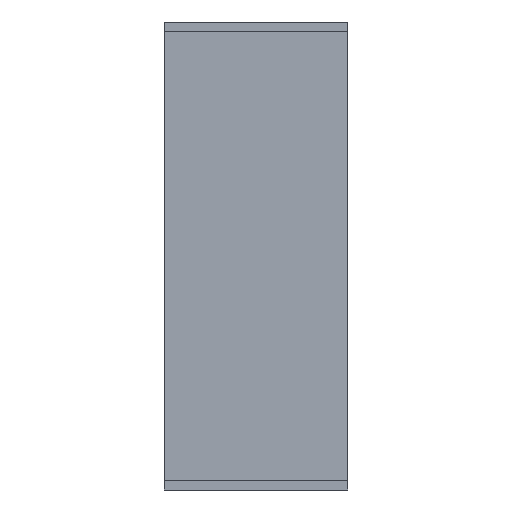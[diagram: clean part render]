
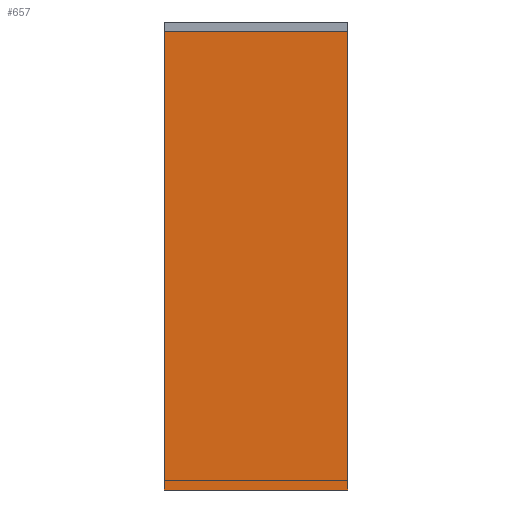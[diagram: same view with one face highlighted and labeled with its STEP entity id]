
A CAD part, left-side view. The second image highlights one B-rep face of the part: STEP entity #657.
In plain terms, the highlighted planar face has unit normal (-1, 0, 0).
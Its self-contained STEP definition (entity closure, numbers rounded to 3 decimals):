
#24=FACE_OUTER_BOUND('',#56,.T.);
#56=EDGE_LOOP('',(#414,#415,#416,#417,#418,#419,#420,#421));
#92=LINE('',#912,#178);
#93=LINE('',#914,#179);
#94=LINE('',#916,#180);
#95=LINE('',#918,#181);
#96=LINE('',#920,#182);
#97=LINE('',#922,#183);
#98=LINE('',#924,#184);
#99=LINE('',#925,#185);
#178=VECTOR('',#752,10.);
#179=VECTOR('',#753,1.44);
#180=VECTOR('',#754,10.);
#181=VECTOR('',#755,10.);
#182=VECTOR('',#756,10.);
#183=VECTOR('',#757,10.);
#184=VECTOR('',#758,10.);
#185=VECTOR('',#759,10.);
#264=VERTEX_POINT('',#910);
#265=VERTEX_POINT('',#911);
#266=VERTEX_POINT('',#913);
#267=VERTEX_POINT('',#915);
#268=VERTEX_POINT('',#917);
#269=VERTEX_POINT('',#919);
#270=VERTEX_POINT('',#921);
#271=VERTEX_POINT('',#923);
#324=EDGE_CURVE('',#264,#265,#92,.T.);
#325=EDGE_CURVE('',#266,#264,#93,.T.);
#326=EDGE_CURVE('',#266,#267,#94,.T.);
#327=EDGE_CURVE('',#267,#268,#95,.T.);
#328=EDGE_CURVE('',#269,#268,#96,.T.);
#329=EDGE_CURVE('',#270,#269,#97,.T.);
#330=EDGE_CURVE('',#271,#270,#98,.T.);
#331=EDGE_CURVE('',#265,#271,#99,.T.);
#414=ORIENTED_EDGE('',*,*,#324,.F.);
#415=ORIENTED_EDGE('',*,*,#325,.F.);
#416=ORIENTED_EDGE('',*,*,#326,.T.);
#417=ORIENTED_EDGE('',*,*,#327,.T.);
#418=ORIENTED_EDGE('',*,*,#328,.F.);
#419=ORIENTED_EDGE('',*,*,#329,.F.);
#420=ORIENTED_EDGE('',*,*,#330,.F.);
#421=ORIENTED_EDGE('',*,*,#331,.F.);
#594=PLANE('',#712);
#657=ADVANCED_FACE('',(#24),#594,.F.);
#712=AXIS2_PLACEMENT_3D('',#909,#750,#751);
#750=DIRECTION('center_axis',(1.,0.,0.));
#751=DIRECTION('ref_axis',(0.,0.,-1.));
#752=DIRECTION('',(0.,0.,-1.));
#753=DIRECTION('',(0.,0.,-1.));
#754=DIRECTION('',(0.,0.,1.));
#755=DIRECTION('',(0.,1.,0.));
#756=DIRECTION('',(0.,0.,1.));
#757=DIRECTION('',(0.,0.,1.));
#758=DIRECTION('',(0.,0.,1.));
#759=DIRECTION('',(0.,1.,0.));
#909=CARTESIAN_POINT('Origin',(-1.,10.,25.369));
#910=CARTESIAN_POINT('',(-1.,0.,2.));
#911=CARTESIAN_POINT('',(-1.,0.,0.));
#912=CARTESIAN_POINT('',(-1.,0.,38.185));
#913=CARTESIAN_POINT('',(-1.,0.,49.));
#914=CARTESIAN_POINT('',(-1.,0.,-2.524));
#915=CARTESIAN_POINT('',(-1.,0.,50.));
#916=CARTESIAN_POINT('',(-1.,0.,38.185));
#917=CARTESIAN_POINT('',(-1.,20.,50.));
#918=CARTESIAN_POINT('',(-1.,10.,50.));
#919=CARTESIAN_POINT('',(-1.,20.,49.));
#920=CARTESIAN_POINT('',(-1.,20.,37.685));
#921=CARTESIAN_POINT('',(-1.,20.,2.));
#922=CARTESIAN_POINT('',(-1.,20.,2.));
#923=CARTESIAN_POINT('',(-1.,20.,0.));
#924=CARTESIAN_POINT('',(-1.,20.,37.685));
#925=CARTESIAN_POINT('',(-1.,10.,0.));
